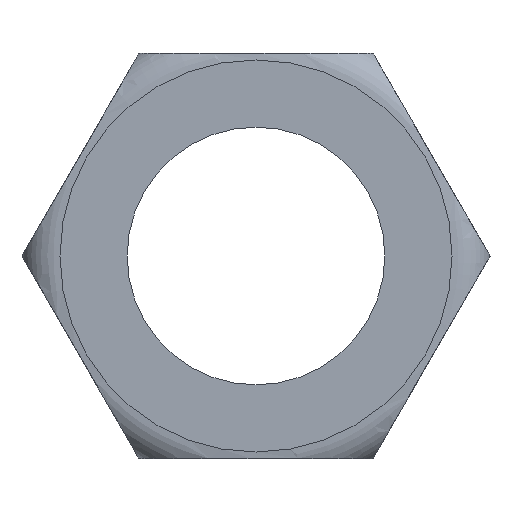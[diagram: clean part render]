
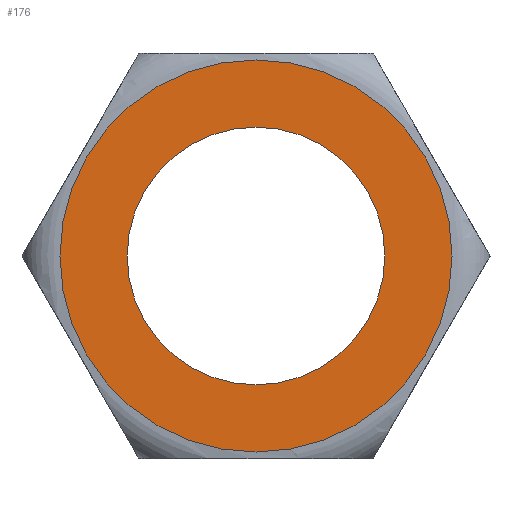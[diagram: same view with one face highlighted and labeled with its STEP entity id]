
A CAD part, left-side view. The second image highlights one B-rep face of the part: STEP entity #176.
In plain terms, the highlighted planar face has unit normal (-1, 0, 0).
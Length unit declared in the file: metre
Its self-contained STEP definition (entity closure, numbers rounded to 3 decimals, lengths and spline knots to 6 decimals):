
#21=CIRCLE('',#199,0.002019);
#23=CIRCLE('',#202,0.003071);
#75=ORIENTED_EDGE('',*,*,#111,.T.);
#76=ORIENTED_EDGE('',*,*,#109,.F.);
#109=EDGE_CURVE('',#124,#124,#21,.T.);
#111=EDGE_CURVE('',#126,#126,#23,.T.);
#124=VERTEX_POINT('',#344);
#126=VERTEX_POINT('',#349);
#141=EDGE_LOOP('',(#75));
#142=EDGE_LOOP('',(#76));
#155=FACE_BOUND('',#141,.T.);
#156=FACE_BOUND('',#142,.T.);
#167=PLANE('',#201);
#176=ADVANCED_FACE('',(#155,#156),#167,.T.);
#199=AXIS2_PLACEMENT_3D('',#343,#233,#234);
#201=AXIS2_PLACEMENT_3D('',#347,#237,#238);
#202=AXIS2_PLACEMENT_3D('',#348,#239,#240);
#233=DIRECTION('',(-1.,0.,0.));
#234=DIRECTION('',(0.,1.,0.));
#237=DIRECTION('',(-1.,0.,0.));
#238=DIRECTION('',(0.,-1.,0.));
#239=DIRECTION('',(-1.,0.,0.));
#240=DIRECTION('',(0.,1.,0.));
#343=CARTESIAN_POINT('',(-0.367867,-0.176801,0.074775));
#344=CARTESIAN_POINT('',(-0.367867,-0.174782,0.074775));
#347=CARTESIAN_POINT('',(-0.367867,-0.176801,0.11605));
#348=CARTESIAN_POINT('',(-0.367867,-0.176801,0.074775));
#349=CARTESIAN_POINT('',(-0.367867,-0.17373,0.074775));
